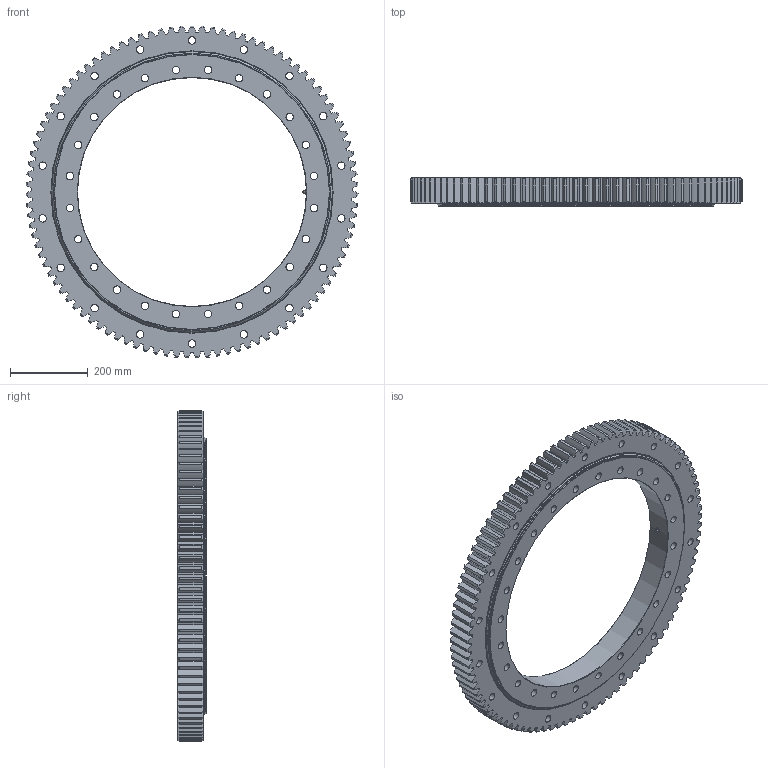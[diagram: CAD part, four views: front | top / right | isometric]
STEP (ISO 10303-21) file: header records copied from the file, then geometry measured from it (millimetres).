
FILE_DESCRIPTION(/* description */ (''),/* implementation_level */ '2;1');
FILE_NAME(/* name */ '30E.0705.32.001.stp',/* time_stamp */ '2022-12-07T13:52:09-05:00',/* author */ ('Gregg.VanSuch'),/* organization */ (''),/* preprocessor_version */ 'ST-DEVELOPER v18.1',/* originating_system */ 'Autodesk Inventor 2021',/* authorisation */ '');
FILE_SCHEMA (('AUTOMOTIVE_DESIGN { 1 0 10303 214 3 1 1 }'));
Length unit declared in the file: inch
Products named in the file (4): 30E.0705.32.001; 30E.0705.32.001_1; Spur Gears; 1_8 NPT Fitting
Assembly tree (3 placements, depth 2):
  30E.0705.32.001
    30E.0705.32.001_1
    Spur Gears
    1_8 NPT Fitting
Bounding box: 851.72 x 73.03 x 851.62 mm (x, y, z)
Volume: 16970064.5 mm3; surface area: 1873648.9 mm2
Topology: 7 solids, 7 shells, 851 faces, 2481 edges, 1651 vertices
Faces by surface type: cylinder 456, cone 220, torus 85, sphere 62, plane 25, bspline 3
Full cylindrical faces by diameter (mm): 2.536 x2, 19.177 x42, 34.925 x1, 34.976 x1, 587.375 x1, 693.824 x1, 693.849 x1, 700.428 x1, 703.476 x2, 706.524 x2, 709.572 x1, 716.151 x1, 716.176 x1
Entity records: 39197 total; most frequent: CARTESIAN_POINT 16301, ORIENTED_EDGE 4962, DIRECTION 4782, EDGE_CURVE 2481, AXIS2_PLACEMENT_3D 2149, VERTEX_POINT 1651, CIRCLE 1294, EDGE_LOOP 954
